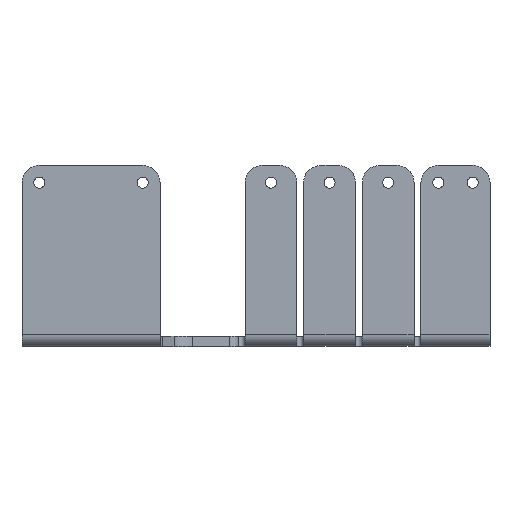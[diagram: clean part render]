
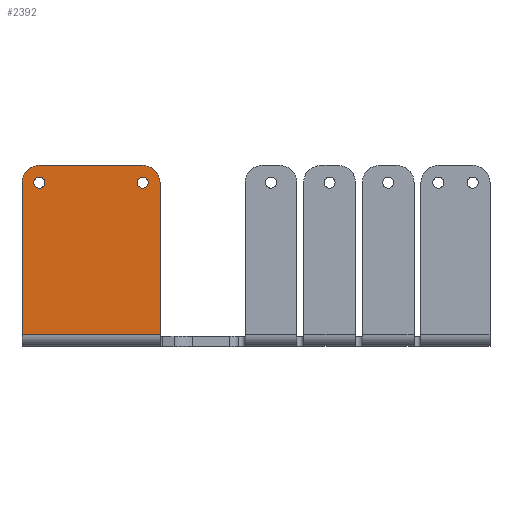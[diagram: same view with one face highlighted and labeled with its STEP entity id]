
A CAD part, top view. The second image highlights one B-rep face of the part: STEP entity #2392.
In plain terms, the highlighted planar face has unit normal (0, 0, 1).
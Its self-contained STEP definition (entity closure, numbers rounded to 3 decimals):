
#90=FACE_BOUND('',#477,.T.);
#91=FACE_BOUND('',#478,.T.);
#192=CIRCLE('',#2629,3.2);
#194=CIRCLE('',#2632,3.2);
#197=CIRCLE('',#2636,10.);
#199=CIRCLE('',#2640,10.);
#325=FACE_OUTER_BOUND('',#476,.T.);
#476=EDGE_LOOP('',(#2167,#2168,#2169,#2170,#2171,#2172));
#477=EDGE_LOOP('',(#2173));
#478=EDGE_LOOP('',(#2174));
#660=LINE('',#3840,#895);
#712=LINE('',#4021,#947);
#715=LINE('',#4030,#950);
#716=LINE('',#4031,#951);
#895=VECTOR('',#3125,1.);
#947=VECTOR('',#3331,1.);
#950=VECTOR('',#3342,1.);
#951=VECTOR('',#3343,1.);
#1111=VERTEX_POINT('',#3830);
#1113=VERTEX_POINT('',#3835);
#1156=VERTEX_POINT('',#3997);
#1158=VERTEX_POINT('',#4003);
#1162=VERTEX_POINT('',#4012);
#1163=VERTEX_POINT('',#4014);
#1165=VERTEX_POINT('',#4020);
#1167=VERTEX_POINT('',#4026);
#1412=EDGE_CURVE('',#1111,#1113,#660,.T.);
#1489=EDGE_CURVE('',#1156,#1156,#192,.T.);
#1492=EDGE_CURVE('',#1158,#1158,#194,.T.);
#1497=EDGE_CURVE('',#1162,#1163,#197,.T.);
#1500=EDGE_CURVE('',#1163,#1165,#712,.T.);
#1503=EDGE_CURVE('',#1165,#1167,#199,.T.);
#1505=EDGE_CURVE('',#1167,#1111,#715,.T.);
#1506=EDGE_CURVE('',#1113,#1162,#716,.T.);
#2167=ORIENTED_EDGE('',*,*,#1412,.F.);
#2168=ORIENTED_EDGE('',*,*,#1505,.F.);
#2169=ORIENTED_EDGE('',*,*,#1503,.F.);
#2170=ORIENTED_EDGE('',*,*,#1500,.F.);
#2171=ORIENTED_EDGE('',*,*,#1497,.F.);
#2172=ORIENTED_EDGE('',*,*,#1506,.F.);
#2173=ORIENTED_EDGE('',*,*,#1492,.T.);
#2174=ORIENTED_EDGE('',*,*,#1489,.T.);
#2263=PLANE('',#2641);
#2392=ADVANCED_FACE('',(#325,#90,#91),#2263,.F.);
#2629=AXIS2_PLACEMENT_3D('',#3998,#3308,#3309);
#2632=AXIS2_PLACEMENT_3D('',#4004,#3315,#3316);
#2636=AXIS2_PLACEMENT_3D('',#4015,#3325,#3326);
#2640=AXIS2_PLACEMENT_3D('',#4027,#3337,#3338);
#2641=AXIS2_PLACEMENT_3D('',#4029,#3340,#3341);
#3125=DIRECTION('',(-1.,0.,0.));
#3308=DIRECTION('center_axis',(0.,0.,-1.));
#3309=DIRECTION('ref_axis',(0.,1.,0.));
#3315=DIRECTION('center_axis',(0.,0.,-1.));
#3316=DIRECTION('ref_axis',(0.,1.,0.));
#3325=DIRECTION('center_axis',(0.,0.,-1.));
#3326=DIRECTION('ref_axis',(0.,1.,0.));
#3331=DIRECTION('',(1.,0.,0.));
#3337=DIRECTION('center_axis',(0.,0.,-1.));
#3338=DIRECTION('ref_axis',(0.,1.,0.));
#3340=DIRECTION('center_axis',(0.,0.,-1.));
#3341=DIRECTION('ref_axis',(0.,1.,0.));
#3342=DIRECTION('',(0.,-1.,0.));
#3343=DIRECTION('',(0.,1.,0.));
#3830=CARTESIAN_POINT('',(821.669,0.737,-550.176));
#3835=CARTESIAN_POINT('',(741.669,0.737,-550.176));
#3840=CARTESIAN_POINT('',(811.669,0.737,-550.176));
#3997=CARTESIAN_POINT('',(751.669,85.671,-550.176));
#3998=CARTESIAN_POINT('Origin',(751.669,88.871,-550.176));
#4003=CARTESIAN_POINT('',(811.669,85.671,-550.176));
#4004=CARTESIAN_POINT('Origin',(811.669,88.871,-550.176));
#4012=CARTESIAN_POINT('',(741.669,88.871,-550.176));
#4014=CARTESIAN_POINT('',(751.669,98.871,-550.176));
#4015=CARTESIAN_POINT('Origin',(751.669,88.871,-550.176));
#4020=CARTESIAN_POINT('',(811.669,98.871,-550.176));
#4021=CARTESIAN_POINT('',(811.669,98.871,-550.176));
#4026=CARTESIAN_POINT('',(821.669,88.871,-550.176));
#4027=CARTESIAN_POINT('Origin',(811.669,88.871,-550.176));
#4029=CARTESIAN_POINT('Origin',(811.669,88.871,-550.176));
#4030=CARTESIAN_POINT('',(821.669,-13.129,-550.176));
#4031=CARTESIAN_POINT('',(741.669,88.871,-550.176));
